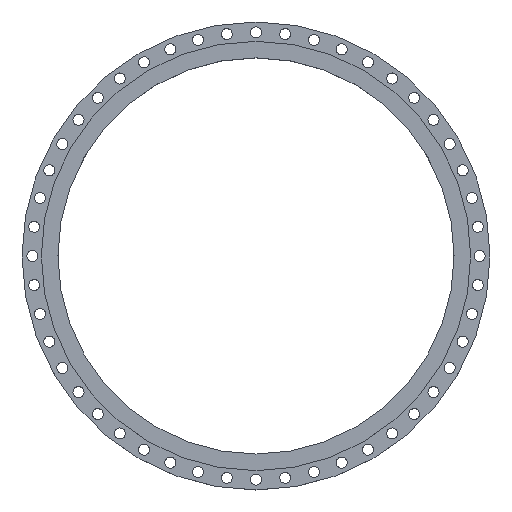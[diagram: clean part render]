
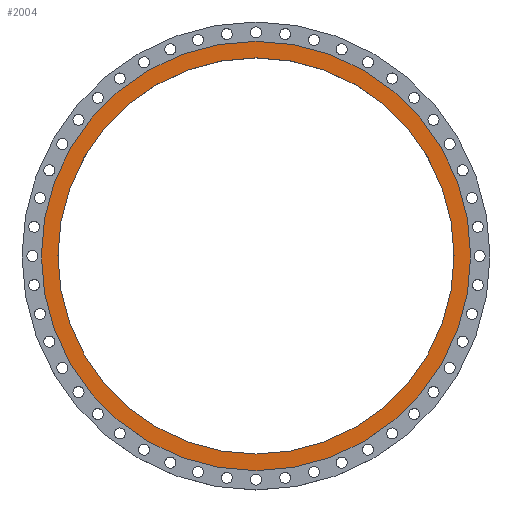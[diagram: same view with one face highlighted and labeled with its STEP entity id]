
A CAD part, top view. The second image highlights one B-rep face of the part: STEP entity #2004.
In plain terms, the highlighted planar face has unit normal (0, 0, 1).
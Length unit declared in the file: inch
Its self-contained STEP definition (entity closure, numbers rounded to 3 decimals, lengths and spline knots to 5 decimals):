
#79 = DIRECTION ( 'NONE',  ( 1., 0., 0. ) ) ;
#226 = CARTESIAN_POINT ( 'NONE',  ( 0., 15.6875, 0. ) ) ;
#261 = PLANE ( 'NONE',  #3093 ) ;
#370 = DIRECTION ( 'NONE',  ( 0., 0., 1. ) ) ;
#499 = VERTEX_POINT ( 'NONE', #3473 ) ;
#554 = VERTEX_POINT ( 'NONE', #1280 ) ;
#685 = AXIS2_PLACEMENT_3D ( 'NONE', #3859, #1044, #2640 ) ;
#816 = EDGE_CURVE ( 'NONE', #499, #554, #1065, .T. ) ;
#876 = FACE_OUTER_BOUND ( 'NONE', #1685, .T. ) ;
#990 = AXIS2_PLACEMENT_3D ( 'NONE', #2191, #370, #3756 ) ;
#999 = AXIS2_PLACEMENT_3D ( 'NONE', #3877, #2883, #79 ) ;
#1044 = DIRECTION ( 'NONE',  ( 0., 0., 1. ) ) ;
#1065 = CIRCLE ( 'NONE', #990, 17. ) ;
#1229 = AXIS2_PLACEMENT_3D ( 'NONE', #3008, #1801, #3962 ) ;
#1259 = CIRCLE ( 'NONE', #999, 15.6875 ) ;
#1264 = CARTESIAN_POINT ( 'NONE',  ( -15.6875, 0., 0. ) ) ;
#1280 = CARTESIAN_POINT ( 'NONE',  ( -17., 0., 0. ) ) ;
#1293 = VERTEX_POINT ( 'NONE', #1264 ) ;
#1335 = ORIENTED_EDGE ( 'NONE', *, *, #1425, .F. ) ;
#1425 = EDGE_CURVE ( 'NONE', #1293, #2867, #1259, .T. ) ;
#1458 = ORIENTED_EDGE ( 'NONE', *, *, #2379, .F. ) ;
#1505 = DIRECTION ( 'NONE',  ( 0., 0., -1. ) ) ;
#1685 = EDGE_LOOP ( 'NONE', ( #3780, #3848 ) ) ;
#1744 = FACE_BOUND ( 'NONE', #3707, .T. ) ;
#1761 = DIRECTION ( 'NONE',  ( -1., 0., 0. ) ) ;
#1801 = DIRECTION ( 'NONE',  ( 0., 0., 1. ) ) ;
#2004 = ADVANCED_FACE ( 'NONE', ( #1744, #876 ), #261, .F. ) ;
#2191 = CARTESIAN_POINT ( 'NONE',  ( 0., 0., 0. ) ) ;
#2379 = EDGE_CURVE ( 'NONE', #2867, #1293, #3037, .T. ) ;
#2592 = CARTESIAN_POINT ( 'NONE',  ( 15.6875, 0., 0. ) ) ;
#2640 = DIRECTION ( 'NONE',  ( 1., 0., 0. ) ) ;
#2867 = VERTEX_POINT ( 'NONE', #2592 ) ;
#2883 = DIRECTION ( 'NONE',  ( 0., 0., 1. ) ) ;
#3000 = CIRCLE ( 'NONE', #1229, 17. ) ;
#3008 = CARTESIAN_POINT ( 'NONE',  ( 0., 0., 0. ) ) ;
#3037 = CIRCLE ( 'NONE', #685, 15.6875 ) ;
#3093 = AXIS2_PLACEMENT_3D ( 'NONE', #226, #1505, #1761 ) ;
#3429 = EDGE_CURVE ( 'NONE', #554, #499, #3000, .T. ) ;
#3473 = CARTESIAN_POINT ( 'NONE',  ( 17., 0., 0. ) ) ;
#3707 = EDGE_LOOP ( 'NONE', ( #1458, #1335 ) ) ;
#3756 = DIRECTION ( 'NONE',  ( 1., 0., 0. ) ) ;
#3780 = ORIENTED_EDGE ( 'NONE', *, *, #816, .T. ) ;
#3848 = ORIENTED_EDGE ( 'NONE', *, *, #3429, .T. ) ;
#3859 = CARTESIAN_POINT ( 'NONE',  ( 0., 0., 0. ) ) ;
#3877 = CARTESIAN_POINT ( 'NONE',  ( 0., 0., 0. ) ) ;
#3962 = DIRECTION ( 'NONE',  ( 1., 0., 0. ) ) ;
